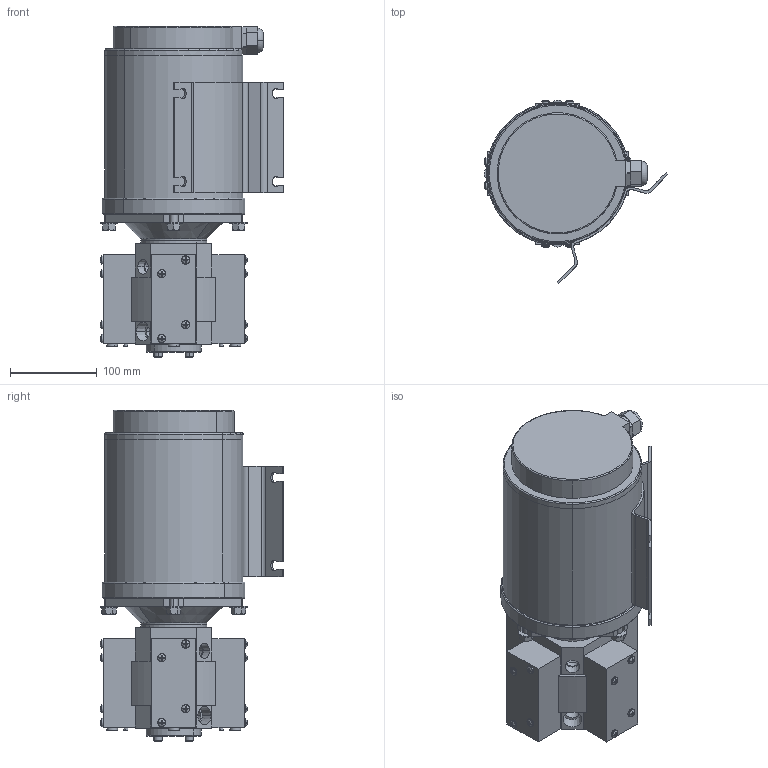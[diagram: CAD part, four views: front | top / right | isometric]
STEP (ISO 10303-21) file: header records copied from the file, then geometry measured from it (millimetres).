
FILE_DESCRIPTION (( 'STEP AP203' ), '1' );
FILE_NAME ('XPVC-M960.STEP', '2021-11-09T17:46:47', ( '' ), ( '' ), 'SwSTEP 2.0', 'SolidWorks 2018', '' );
FILE_SCHEMA (( 'CONFIG_CONTROL_DESIGN' ));
Length unit declared in the file: inch
Products named in the file (19): MANIFOLD ASSY, XPVC; 40582; 40581_31104; 40560; PACKED HEAD B, XPVC; DRIVE, XPVC; PACKED HEAD A, XPVC; 40558_31101; 40557_31103; pan cross head_ai_CR-PHMS 0.19-32x1x1-N; hex washer screw_ai_PL-HWMS 0.375-16x1x1-N; 40580; 40579; M960_NO RUBBER FEET; XPVC-M960; 40456; socket head cap screw_ai_HX-SHCS 0.25-20x1.75x1.25-N; 40561; 40578
Assembly tree (36 placements, depth 3):
  XPVC-M960
    DRIVE, XPVC
      40557_31103
      40581_31104
    MANIFOLD ASSY, XPVC
      40558_31101
      40578
      socket head cap screw_ai_HX-SHCS 0.25-20x1.75x1.25-N  x2
    PACKED HEAD A, XPVC  x2
      40560
      pan cross head_ai_CR-PHMS 0.19-32x1x1-N
      40579
      40580
    PACKED HEAD B, XPVC  x2
      40561
      pan cross head_ai_CR-PHMS 0.19-32x1x1-N
      40580
      40579
    40456  x4
    M960_NO RUBBER FEET
    40582
    hex washer screw_ai_PL-HWMS 0.375-16x1x1-N  x4
Bounding box: 211.72 x 211.72 x 381.47 mm (x, y, z)
Volume: 5863134.1 mm3; surface area: 627926.3 mm2
Topology: 46 solids, 46 shells, 1062 faces, 2418 edges, 1499 vertices
Faces by surface type: plane 589, cylinder 271, cone 106, torus 64, sphere 32
Entity records: 16431 total; most frequent: DIRECTION 2596, CARTESIAN_POINT 2464, ORIENTED_EDGE 2212, EDGE_CURVE 1106, AXIS2_PLACEMENT_3D 996, VERTEX_POINT 706, VECTOR 604, LINE 604
